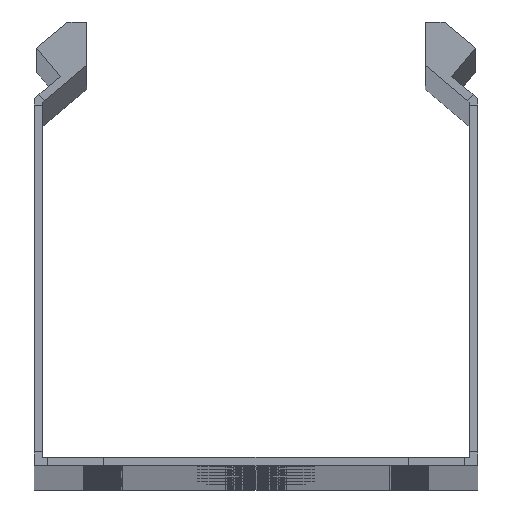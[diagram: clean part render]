
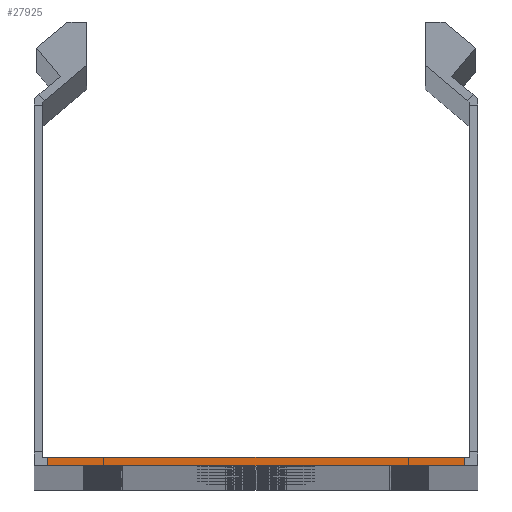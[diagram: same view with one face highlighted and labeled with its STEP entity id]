
A CAD part, top view. The second image highlights one B-rep face of the part: STEP entity #27925.
In plain terms, the highlighted planar face has unit normal (0, 0, 1).
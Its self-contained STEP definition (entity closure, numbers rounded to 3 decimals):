
#4093 = VECTOR ( 'NONE', #4603, 1000. ) ;
#4603 = DIRECTION ( 'NONE',  ( -1., 0., 0. ) ) ;
#4851 = LINE ( 'NONE', #54242, #49799 ) ;
#15631 = CARTESIAN_POINT ( 'NONE',  ( 37.5, 0., 1250. ) ) ;
#20186 = ORIENTED_EDGE ( 'NONE', *, *, #22976, .T. ) ;
#20762 = VERTEX_POINT ( 'NONE', #15631 ) ;
#21030 = DIRECTION ( 'NONE',  ( 0., -1., 0. ) ) ;
#21113 = VECTOR ( 'NONE', #21138, 1000. ) ;
#21138 = DIRECTION ( 'NONE',  ( 0., 1., 0. ) ) ;
#21465 = EDGE_LOOP ( 'NONE', ( #26138, #20186, #44680, #36858 ) ) ;
#22097 = EDGE_CURVE ( 'NONE', #27762, #31068, #41615, .T. ) ;
#22658 = LINE ( 'NONE', #25034, #56084 ) ;
#22976 = EDGE_CURVE ( 'NONE', #20762, #27762, #27203, .T. ) ;
#25022 = DIRECTION ( 'NONE',  ( 0., 0., 1. ) ) ;
#25034 = CARTESIAN_POINT ( 'NONE',  ( -37.5, 1.5, 1250. ) ) ;
#26094 = VERTEX_POINT ( 'NONE', #41538 ) ;
#26138 = ORIENTED_EDGE ( 'NONE', *, *, #29635, .F. ) ;
#27203 = LINE ( 'NONE', #46794, #21113 ) ;
#27762 = VERTEX_POINT ( 'NONE', #55079 ) ;
#27925 = ADVANCED_FACE ( 'NONE', ( #34706 ), #48757, .T. ) ;
#28257 = DIRECTION ( 'NONE',  ( -1., 0., 0. ) ) ;
#29635 = EDGE_CURVE ( 'NONE', #20762, #26094, #4851, .T. ) ;
#31068 = VERTEX_POINT ( 'NONE', #37580 ) ;
#32911 = CARTESIAN_POINT ( 'NONE',  ( 38.5, 2.5, 1250. ) ) ;
#33808 = AXIS2_PLACEMENT_3D ( 'NONE', #32911, #25022, #37882 ) ;
#34706 = FACE_OUTER_BOUND ( 'NONE', #21465, .T. ) ;
#36858 = ORIENTED_EDGE ( 'NONE', *, *, #53438, .T. ) ;
#37580 = CARTESIAN_POINT ( 'NONE',  ( -37.5, 1.5, 1250. ) ) ;
#37882 = DIRECTION ( 'NONE',  ( 1., 0., 0. ) ) ;
#41538 = CARTESIAN_POINT ( 'NONE',  ( -37.5, 0., 1250. ) ) ;
#41615 = LINE ( 'NONE', #48040, #4093 ) ;
#44680 = ORIENTED_EDGE ( 'NONE', *, *, #22097, .T. ) ;
#46794 = CARTESIAN_POINT ( 'NONE',  ( 37.5, 0., 1250. ) ) ;
#48040 = CARTESIAN_POINT ( 'NONE',  ( -40., 1.5, 1250. ) ) ;
#48757 = PLANE ( 'NONE',  #33808 ) ;
#49799 = VECTOR ( 'NONE', #28257, 1000. ) ;
#53438 = EDGE_CURVE ( 'NONE', #31068, #26094, #22658, .T. ) ;
#54242 = CARTESIAN_POINT ( 'NONE',  ( -40., 0., 1250. ) ) ;
#55079 = CARTESIAN_POINT ( 'NONE',  ( 37.5, 1.5, 1250. ) ) ;
#56084 = VECTOR ( 'NONE', #21030, 1000. ) ;
